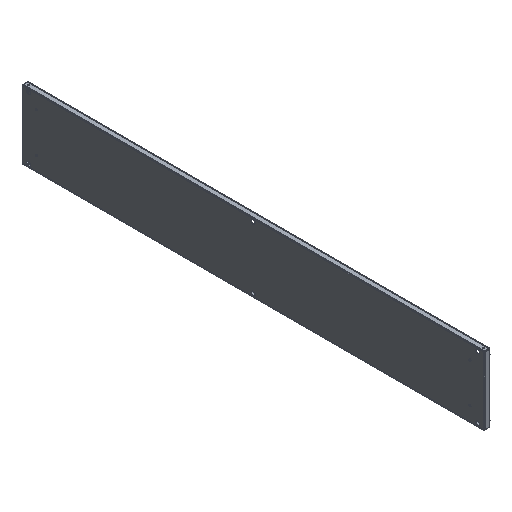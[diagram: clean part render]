
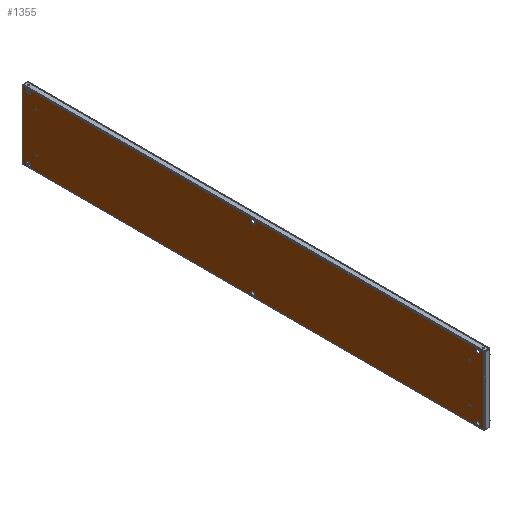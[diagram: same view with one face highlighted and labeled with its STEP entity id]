
A CAD part, isometric view. The second image highlights one B-rep face of the part: STEP entity #1355.
In plain terms, the highlighted planar face has unit normal (-1, 0, 0).
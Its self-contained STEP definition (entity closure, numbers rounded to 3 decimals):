
#7 = ORIENTED_EDGE ( 'NONE', *, *, #498, .F. ) ;
#26 = FACE_BOUND ( 'NONE', #814, .T. ) ;
#28 = DIRECTION ( 'NONE',  ( 0., -1., 0. ) ) ;
#39 = EDGE_LOOP ( 'NONE', ( #1326 ) ) ;
#77 = VECTOR ( 'NONE', #2932, 1000. ) ;
#125 = CARTESIAN_POINT ( 'NONE',  ( -2., -928., -127.5 ) ) ;
#172 = CARTESIAN_POINT ( 'NONE',  ( -2., 0., 127.5 ) ) ;
#187 = CARTESIAN_POINT ( 'NONE',  ( -2., 891.5, 81. ) ) ;
#188 = CARTESIAN_POINT ( 'NONE',  ( -2., -920., 127.5 ) ) ;
#279 = EDGE_CURVE ( 'NONE', #2475, #2475, #2004, .T. ) ;
#294 = DIRECTION ( 'NONE',  ( 0., -1., 0. ) ) ;
#318 = DIRECTION ( 'NONE',  ( 0., 0., -1. ) ) ;
#320 = CARTESIAN_POINT ( 'NONE',  ( -2., 912., -127.5 ) ) ;
#373 = VERTEX_POINT ( 'NONE', #1550 ) ;
#401 = EDGE_LOOP ( 'NONE', ( #1979 ) ) ;
#414 = DIRECTION ( 'NONE',  ( -1., 0., 0. ) ) ;
#468 = AXIS2_PLACEMENT_3D ( 'NONE', #2977, #414, #2660 ) ;
#481 = CARTESIAN_POINT ( 'NONE',  ( -2., 920., -127.5 ) ) ;
#491 = CARTESIAN_POINT ( 'NONE',  ( -2., -945., 138. ) ) ;
#498 = EDGE_CURVE ( 'NONE', #2643, #1321, #1811, .T. ) ;
#556 = FACE_BOUND ( 'NONE', #873, .T. ) ;
#590 = ORIENTED_EDGE ( 'NONE', *, *, #2189, .T. ) ;
#606 = DIRECTION ( 'NONE',  ( 1., 0., 0. ) ) ;
#607 = ORIENTED_EDGE ( 'NONE', *, *, #1608, .T. ) ;
#688 = CIRCLE ( 'NONE', #790, 8. ) ;
#691 = CIRCLE ( 'NONE', #854, 8. ) ;
#727 = DIRECTION ( 'NONE',  ( 1., 0., 0. ) ) ;
#753 = DIRECTION ( 'NONE',  ( 1., 0., 0. ) ) ;
#785 = FACE_BOUND ( 'NONE', #1086, .T. ) ;
#790 = AXIS2_PLACEMENT_3D ( 'NONE', #481, #727, #1484 ) ;
#808 = EDGE_CURVE ( 'NONE', #3101, #3101, #2372, .T. ) ;
#814 = EDGE_LOOP ( 'NONE', ( #607 ) ) ;
#816 = VERTEX_POINT ( 'NONE', #125 ) ;
#854 = AXIS2_PLACEMENT_3D ( 'NONE', #1527, #753, #28 ) ;
#871 = CARTESIAN_POINT ( 'NONE',  ( -2., 912., 127.5 ) ) ;
#873 = EDGE_LOOP ( 'NONE', ( #2355 ) ) ;
#886 = CARTESIAN_POINT ( 'NONE',  ( -2., -8., -127.5 ) ) ;
#904 = DIRECTION ( 'NONE',  ( 0., -1., 0. ) ) ;
#996 = CIRCLE ( 'NONE', #1733, 8. ) ;
#1000 = FACE_BOUND ( 'NONE', #1150, .T. ) ;
#1011 = ORIENTED_EDGE ( 'NONE', *, *, #808, .F. ) ;
#1064 = EDGE_LOOP ( 'NONE', ( #1306 ) ) ;
#1074 = EDGE_LOOP ( 'NONE', ( #1358, #7, #1627, #590 ) ) ;
#1085 = VERTEX_POINT ( 'NONE', #320 ) ;
#1086 = EDGE_LOOP ( 'NONE', ( #1829 ) ) ;
#1121 = CARTESIAN_POINT ( 'NONE',  ( -2., 888., 81. ) ) ;
#1150 = EDGE_LOOP ( 'NONE', ( #1754 ) ) ;
#1157 = ORIENTED_EDGE ( 'NONE', *, *, #2147, .F. ) ;
#1169 = CIRCLE ( 'NONE', #1641, 8. ) ;
#1178 = CARTESIAN_POINT ( 'NONE',  ( -2., 945., 138. ) ) ;
#1181 = CARTESIAN_POINT ( 'NONE',  ( -2., -888., 81. ) ) ;
#1218 = DIRECTION ( 'NONE',  ( 0., -1., 0. ) ) ;
#1296 = FACE_BOUND ( 'NONE', #2716, .T. ) ;
#1301 = ORIENTED_EDGE ( 'NONE', *, *, #2631, .T. ) ;
#1305 = CARTESIAN_POINT ( 'NONE',  ( -2., -891.5, 81. ) ) ;
#1306 = ORIENTED_EDGE ( 'NONE', *, *, #2872, .T. ) ;
#1321 = VERTEX_POINT ( 'NONE', #2526 ) ;
#1326 = ORIENTED_EDGE ( 'NONE', *, *, #1915, .F. ) ;
#1334 = CARTESIAN_POINT ( 'NONE',  ( -2., 945., -138. ) ) ;
#1355 = ADVANCED_FACE ( 'NONE', ( #2241, #1768, #3242, #26, #785, #1000, #2008, #556, #1296, #2756, #3000 ), #1556, .F. ) ;
#1357 = CARTESIAN_POINT ( 'NONE',  ( -2., 945., 138. ) ) ;
#1358 = ORIENTED_EDGE ( 'NONE', *, *, #2957, .T. ) ;
#1368 = EDGE_LOOP ( 'NONE', ( #1301 ) ) ;
#1376 = VERTEX_POINT ( 'NONE', #1334 ) ;
#1381 = CARTESIAN_POINT ( 'NONE',  ( -2., -928., 127.5 ) ) ;
#1403 = DIRECTION ( 'NONE',  ( -1., 0., 0. ) ) ;
#1425 = LINE ( 'NONE', #2709, #77 ) ;
#1426 = AXIS2_PLACEMENT_3D ( 'NONE', #1755, #2558, #3231 ) ;
#1441 = DIRECTION ( 'NONE',  ( -1., 0., 0. ) ) ;
#1484 = DIRECTION ( 'NONE',  ( 0., -1., 0. ) ) ;
#1527 = CARTESIAN_POINT ( 'NONE',  ( -2., 0., -127.5 ) ) ;
#1528 = EDGE_CURVE ( 'NONE', #2088, #2088, #2986, .T. ) ;
#1550 = CARTESIAN_POINT ( 'NONE',  ( -2., -8., 127.5 ) ) ;
#1556 = PLANE ( 'NONE',  #1426 ) ;
#1602 = CARTESIAN_POINT ( 'NONE',  ( -2., 891.5, -81. ) ) ;
#1608 = EDGE_CURVE ( 'NONE', #1085, #1085, #688, .T. ) ;
#1627 = ORIENTED_EDGE ( 'NONE', *, *, #2324, .F. ) ;
#1641 = AXIS2_PLACEMENT_3D ( 'NONE', #172, #1441, #2695 ) ;
#1677 = DIRECTION ( 'NONE',  ( 1., 0., 0. ) ) ;
#1699 = CIRCLE ( 'NONE', #1856, 3.5 ) ;
#1733 = AXIS2_PLACEMENT_3D ( 'NONE', #188, #1403, #904 ) ;
#1754 = ORIENTED_EDGE ( 'NONE', *, *, #2011, .T. ) ;
#1755 = CARTESIAN_POINT ( 'NONE',  ( -2., 945., 138. ) ) ;
#1768 = FACE_BOUND ( 'NONE', #401, .T. ) ;
#1811 = LINE ( 'NONE', #2818, #2570 ) ;
#1817 = VERTEX_POINT ( 'NONE', #1178 ) ;
#1828 = VERTEX_POINT ( 'NONE', #1381 ) ;
#1829 = ORIENTED_EDGE ( 'NONE', *, *, #1875, .T. ) ;
#1835 = AXIS2_PLACEMENT_3D ( 'NONE', #2107, #1849, #2618 ) ;
#1849 = DIRECTION ( 'NONE',  ( -1., 0., 0. ) ) ;
#1856 = AXIS2_PLACEMENT_3D ( 'NONE', #2010, #2743, #3018 ) ;
#1862 = VERTEX_POINT ( 'NONE', #187 ) ;
#1870 = DIRECTION ( 'NONE',  ( 0., 1., 0. ) ) ;
#1875 = EDGE_CURVE ( 'NONE', #816, #816, #2426, .T. ) ;
#1915 = EDGE_CURVE ( 'NONE', #373, #373, #1169, .T. ) ;
#1979 = ORIENTED_EDGE ( 'NONE', *, *, #279, .F. ) ;
#2004 = CIRCLE ( 'NONE', #468, 3.5 ) ;
#2008 = FACE_BOUND ( 'NONE', #2428, .T. ) ;
#2010 = CARTESIAN_POINT ( 'NONE',  ( -2., -888., -81. ) ) ;
#2011 = EDGE_CURVE ( 'NONE', #2354, #2354, #691, .T. ) ;
#2064 = DIRECTION ( 'NONE',  ( 0., -1., 0. ) ) ;
#2068 = VECTOR ( 'NONE', #294, 1000. ) ;
#2088 = VERTEX_POINT ( 'NONE', #871 ) ;
#2107 = CARTESIAN_POINT ( 'NONE',  ( -2., 920., 127.5 ) ) ;
#2117 = AXIS2_PLACEMENT_3D ( 'NONE', #2931, #1677, #1218 ) ;
#2126 = CARTESIAN_POINT ( 'NONE',  ( -2., -891.5, -81. ) ) ;
#2147 = EDGE_CURVE ( 'NONE', #1828, #1828, #996, .T. ) ;
#2189 = EDGE_CURVE ( 'NONE', #1817, #1376, #3081, .T. ) ;
#2191 = DIRECTION ( 'NONE',  ( -1., 0., 0. ) ) ;
#2241 = FACE_BOUND ( 'NONE', #1064, .T. ) ;
#2310 = LINE ( 'NONE', #1357, #2068 ) ;
#2324 = EDGE_CURVE ( 'NONE', #1817, #2643, #2310, .T. ) ;
#2354 = VERTEX_POINT ( 'NONE', #886 ) ;
#2355 = ORIENTED_EDGE ( 'NONE', *, *, #1528, .F. ) ;
#2370 = VERTEX_POINT ( 'NONE', #2126 ) ;
#2372 = CIRCLE ( 'NONE', #2683, 3.5 ) ;
#2426 = CIRCLE ( 'NONE', #2117, 8. ) ;
#2428 = EDGE_LOOP ( 'NONE', ( #1157 ) ) ;
#2475 = VERTEX_POINT ( 'NONE', #1602 ) ;
#2526 = CARTESIAN_POINT ( 'NONE',  ( -2., -945., -138. ) ) ;
#2558 = DIRECTION ( 'NONE',  ( 1., 0., 0. ) ) ;
#2570 = VECTOR ( 'NONE', #318, 1000. ) ;
#2618 = DIRECTION ( 'NONE',  ( 0., -1., 0. ) ) ;
#2631 = EDGE_CURVE ( 'NONE', #2370, #2370, #1699, .T. ) ;
#2637 = DIRECTION ( 'NONE',  ( 0., 0., -1. ) ) ;
#2643 = VERTEX_POINT ( 'NONE', #491 ) ;
#2660 = DIRECTION ( 'NONE',  ( 0., 1., 0. ) ) ;
#2683 = AXIS2_PLACEMENT_3D ( 'NONE', #1181, #2191, #2064 ) ;
#2695 = DIRECTION ( 'NONE',  ( 0., -1., 0. ) ) ;
#2709 = CARTESIAN_POINT ( 'NONE',  ( -2., 945., -138. ) ) ;
#2716 = EDGE_LOOP ( 'NONE', ( #1011 ) ) ;
#2743 = DIRECTION ( 'NONE',  ( 1., 0., 0. ) ) ;
#2756 = FACE_BOUND ( 'NONE', #39, .T. ) ;
#2803 = AXIS2_PLACEMENT_3D ( 'NONE', #1121, #606, #1870 ) ;
#2818 = CARTESIAN_POINT ( 'NONE',  ( -2., -945., 138. ) ) ;
#2834 = CARTESIAN_POINT ( 'NONE',  ( -2., 945., 138. ) ) ;
#2853 = CIRCLE ( 'NONE', #2803, 3.5 ) ;
#2872 = EDGE_CURVE ( 'NONE', #1862, #1862, #2853, .T. ) ;
#2931 = CARTESIAN_POINT ( 'NONE',  ( -2., -920., -127.5 ) ) ;
#2932 = DIRECTION ( 'NONE',  ( 0., -1., 0. ) ) ;
#2957 = EDGE_CURVE ( 'NONE', #1376, #1321, #1425, .T. ) ;
#2977 = CARTESIAN_POINT ( 'NONE',  ( -2., 888., -81. ) ) ;
#2986 = CIRCLE ( 'NONE', #1835, 8. ) ;
#2990 = VECTOR ( 'NONE', #2637, 1000. ) ;
#3000 = FACE_OUTER_BOUND ( 'NONE', #1074, .T. ) ;
#3018 = DIRECTION ( 'NONE',  ( 0., -1., 0. ) ) ;
#3081 = LINE ( 'NONE', #2834, #2990 ) ;
#3101 = VERTEX_POINT ( 'NONE', #1305 ) ;
#3231 = DIRECTION ( 'NONE',  ( 0., 1., 0. ) ) ;
#3242 = FACE_BOUND ( 'NONE', #1368, .T. ) ;
